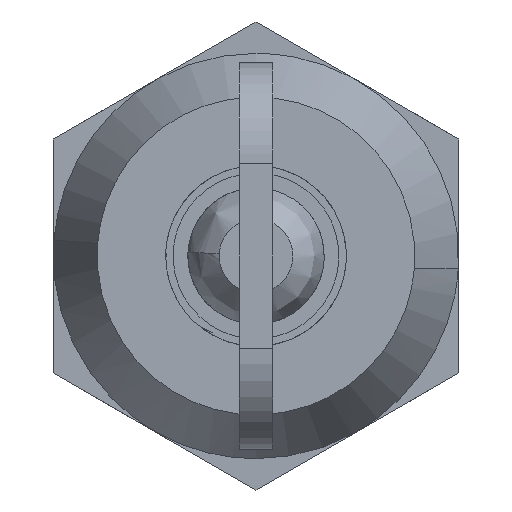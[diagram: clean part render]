
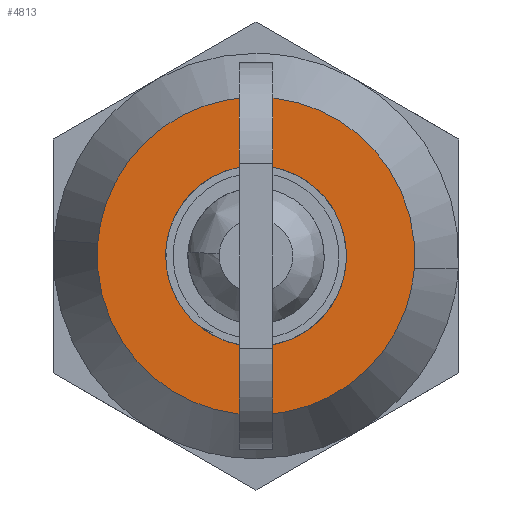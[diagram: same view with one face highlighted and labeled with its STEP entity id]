
A CAD part, front view. The second image highlights one B-rep face of the part: STEP entity #4813.
In plain terms, the highlighted free-form (B-spline) face has degree [1, 1] with [2, 2] control points.
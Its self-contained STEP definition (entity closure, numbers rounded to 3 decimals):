
#3153=CARTESIAN_POINT('',(0.,8.595,0.676));
#3154=VERTEX_POINT('',#3153);
#3160=CARTESIAN_POINT('',(0.0,0.0,8.622));
#3161=VERTEX_POINT('',#3160);
#3162=CARTESIAN_POINT('',(0.0,0.0,8.622));
#3163=CARTESIAN_POINT('',(0.0,7.97,8.622));
#3164=CARTESIAN_POINT('',(0.,8.595,0.676));
#3172=(BOUNDED_CURVE()B_SPLINE_CURVE(2,(#3162,#3163,#3164),.UNSPECIFIED.,.F.,.U.)B_SPLINE_CURVE_WITH_KNOTS((3,3),(0.0,0.236),.UNSPECIFIED.)CURVE()GEOMETRIC_REPRESENTATION_ITEM()RATIONAL_B_SPLINE_CURVE((1.0,0.723,0.97))REPRESENTATION_ITEM(''));
#3173=EDGE_CURVE('',#3161,#3154,#3172,.T.);
#3175=CARTESIAN_POINT('',(0.,-8.595,-0.676));
#3176=VERTEX_POINT('',#3175);
#3177=CARTESIAN_POINT('',(0.,-8.595,-0.676));
#3178=CARTESIAN_POINT('',(0.0,-8.622,-0.339));
#3179=CARTESIAN_POINT('',(0.0,-8.622,0.0));
#3180=CARTESIAN_POINT('',(0.0,-8.622,8.622));
#3181=CARTESIAN_POINT('',(0.0,0.0,8.622));
#3189=(BOUNDED_CURVE()B_SPLINE_CURVE(2,(#3177,#3178,#3179,#3180,#3181),.UNSPECIFIED.,.F.,.U.)B_SPLINE_CURVE_WITH_KNOTS((3,2,3),(0.736,0.75,1.0),.UNSPECIFIED.)CURVE()GEOMETRIC_REPRESENTATION_ITEM()RATIONAL_B_SPLINE_CURVE((0.97,0.984,1.0,0.707,1.0))REPRESENTATION_ITEM(''));
#3190=EDGE_CURVE('',#3176,#3161,#3189,.T.);
#3227=CARTESIAN_POINT('',(0.0,0.0,-8.622));
#3228=VERTEX_POINT('',#3227);
#3229=CARTESIAN_POINT('',(0.0,0.0,-8.622));
#3230=CARTESIAN_POINT('',(0.0,-7.97,-8.622));
#3231=CARTESIAN_POINT('',(0.,-8.595,-0.676));
#3239=(BOUNDED_CURVE()B_SPLINE_CURVE(2,(#3229,#3230,#3231),.UNSPECIFIED.,.F.,.U.)B_SPLINE_CURVE_WITH_KNOTS((3,3),(0.5,0.736),.UNSPECIFIED.)CURVE()GEOMETRIC_REPRESENTATION_ITEM()RATIONAL_B_SPLINE_CURVE((1.0,0.723,0.97))REPRESENTATION_ITEM(''));
#3240=EDGE_CURVE('',#3228,#3176,#3239,.T.);
#3242=CARTESIAN_POINT('',(0.,8.595,0.676));
#3243=CARTESIAN_POINT('',(0.0,8.622,0.339));
#3244=CARTESIAN_POINT('',(0.0,8.622,0.0));
#3245=CARTESIAN_POINT('',(0.0,8.622,-8.622));
#3246=CARTESIAN_POINT('',(0.0,0.0,-8.622));
#3254=(BOUNDED_CURVE()B_SPLINE_CURVE(2,(#3242,#3243,#3244,#3245,#3246),.UNSPECIFIED.,.F.,.U.)B_SPLINE_CURVE_WITH_KNOTS((3,2,3),(0.236,0.25,0.5),.UNSPECIFIED.)CURVE()GEOMETRIC_REPRESENTATION_ITEM()RATIONAL_B_SPLINE_CURVE((0.97,0.984,1.0,0.707,1.0))REPRESENTATION_ITEM(''));
#3255=EDGE_CURVE('',#3154,#3228,#3254,.T.);
#4545=CARTESIAN_POINT('',(0.0,0.85,4.826));
#4546=VERTEX_POINT('',#4545);
#4547=CARTESIAN_POINT('',(0.0,-0.85,4.826));
#4548=VERTEX_POINT('',#4547);
#4549=CARTESIAN_POINT('',(0.0,0.85,4.826));
#4550=CARTESIAN_POINT('',(0.0,5.272,4.047));
#4551=CARTESIAN_POINT('',(0.0,4.881,-0.427));
#4552=CARTESIAN_POINT('',(0.0,4.49,-4.9));
#4553=CARTESIAN_POINT('',(0.0,0.0,-4.9));
#4554=CARTESIAN_POINT('',(0.0,-4.49,-4.9));
#4555=CARTESIAN_POINT('',(0.0,-4.881,-0.427));
#4556=CARTESIAN_POINT('',(0.0,-5.272,4.047));
#4557=CARTESIAN_POINT('',(0.0,-0.85,4.826));
#4565=(BOUNDED_CURVE()B_SPLINE_CURVE(2,(#4549,#4550,#4551,#4552,#4553,#4554,#4555,#4556,#4557),.UNSPECIFIED.,.F.,.U.)B_SPLINE_CURVE_WITH_KNOTS((3,2,2,2,3),(0.0,0.25,0.5,0.75,1.0),.UNSPECIFIED.)CURVE()GEOMETRIC_REPRESENTATION_ITEM()RATIONAL_B_SPLINE_CURVE((1.0,0.737,1.0,0.737,1.0,0.737,1.0,0.737,1.0))REPRESENTATION_ITEM(''));
#4566=EDGE_CURVE('',#4546,#4548,#4565,.T.);
#4672=CARTESIAN_POINT('',(0.0,0.85,6.15));
#4673=VERTEX_POINT('',#4672);
#4674=CARTESIAN_POINT('',(0.0,0.85,6.15));
#4675=CARTESIAN_POINT('',(0.0,0.85,4.826));
#4676=QUASI_UNIFORM_CURVE('',1,(#4674,#4675),.UNSPECIFIED.,.F.,.U.);
#4677=EDGE_CURVE('',#4673,#4546,#4676,.T.);
#4707=CARTESIAN_POINT('',(0.0,-0.85,6.15));
#4708=VERTEX_POINT('',#4707);
#4709=CARTESIAN_POINT('',(0.0,-0.85,6.15));
#4710=CARTESIAN_POINT('',(0.0,-0.85,7.));
#4711=CARTESIAN_POINT('',(0.0,0.,7.));
#4712=CARTESIAN_POINT('',(0.0,0.85,7.));
#4713=CARTESIAN_POINT('',(0.0,0.85,6.15));
#4721=(BOUNDED_CURVE()B_SPLINE_CURVE(2,(#4709,#4710,#4711,#4712,#4713),.UNSPECIFIED.,.F.,.U.)B_SPLINE_CURVE_WITH_KNOTS((3,2,3),(0.0,0.5,1.0),.UNSPECIFIED.)CURVE()GEOMETRIC_REPRESENTATION_ITEM()RATIONAL_B_SPLINE_CURVE((1.0,0.707,1.0,0.707,1.0))REPRESENTATION_ITEM(''));
#4722=EDGE_CURVE('',#4708,#4673,#4721,.T.);
#4739=CARTESIAN_POINT('',(0.0,-0.85,4.826));
#4740=CARTESIAN_POINT('',(0.0,-0.85,6.15));
#4741=QUASI_UNIFORM_CURVE('',1,(#4739,#4740),.UNSPECIFIED.,.F.,.U.);
#4742=EDGE_CURVE('',#4548,#4708,#4741,.T.);
#4796=CARTESIAN_POINT('',(0.0,-9.48,-9.483));
#4797=CARTESIAN_POINT('',(0.0,-9.48,9.483));
#4798=CARTESIAN_POINT('',(0.0,9.48,-9.483));
#4799=CARTESIAN_POINT('',(0.0,9.48,9.483));
#4800=B_SPLINE_SURFACE_WITH_KNOTS('',1,1,((#4796,#4798),(#4797,#4799)),.UNSPECIFIED.,.F.,.F.,.U.,(2,2),(2,2),(0.0,18.966),(0.0,18.961),.UNSPECIFIED.);
#4801=ORIENTED_EDGE('',*,*,#3173,.T.);
#4802=ORIENTED_EDGE('',*,*,#3255,.T.);
#4803=ORIENTED_EDGE('',*,*,#3240,.T.);
#4804=ORIENTED_EDGE('',*,*,#3190,.T.);
#4805=EDGE_LOOP('',(#4801,#4802,#4803,#4804));
#4806=FACE_OUTER_BOUND('',#4805,.T.);
#4807=ORIENTED_EDGE('',*,*,#4742,.F.);
#4808=ORIENTED_EDGE('',*,*,#4566,.F.);
#4809=ORIENTED_EDGE('',*,*,#4677,.F.);
#4810=ORIENTED_EDGE('',*,*,#4722,.F.);
#4811=EDGE_LOOP('',(#4807,#4808,#4809,#4810));
#4812=FACE_BOUND('',#4811,.T.);
#4813=ADVANCED_FACE('',(#4806,#4812),#4800,.T.);
